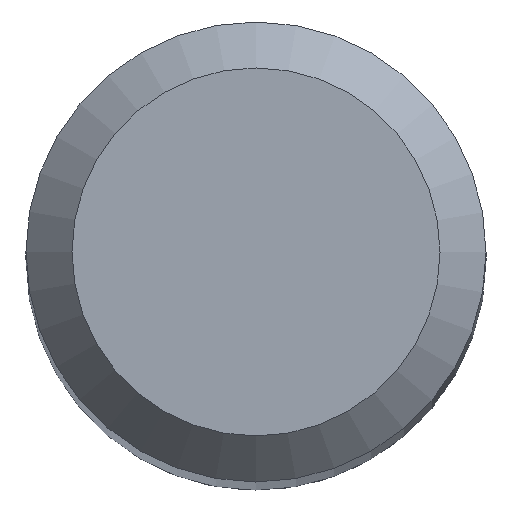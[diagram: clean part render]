
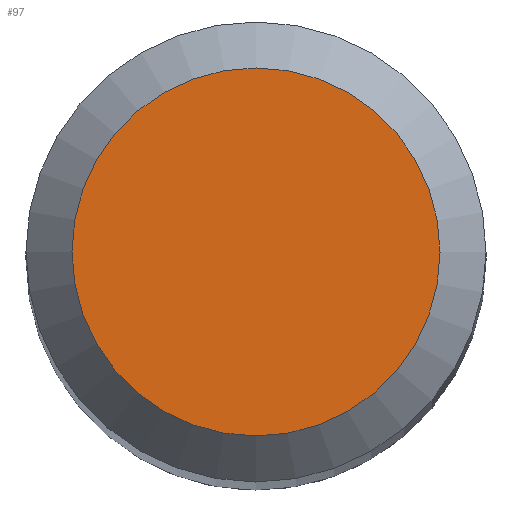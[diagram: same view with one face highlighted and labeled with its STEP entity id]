
A CAD part, top view. The second image highlights one B-rep face of the part: STEP entity #97.
In plain terms, the highlighted planar face has unit normal (0, 0, 1).
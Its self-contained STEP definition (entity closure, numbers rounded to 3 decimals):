
#82=PLANE('',#303);
#84=FACE_OUTER_BOUND('',#166,.T.);
#97=ADVANCED_FACE('',(#84),#82,.T.);
#166=EDGE_LOOP('',(#204));
#204=ORIENTED_EDGE('',*,*,#253,.T.);
#234=VERTEX_POINT('',#426);
#253=EDGE_CURVE('',#234,#234,#272,.T.);
#272=CIRCLE('',#302,4.);
#302=AXIS2_PLACEMENT_3D('',#425,#355,#356);
#303=AXIS2_PLACEMENT_3D('',#427,#357,#358);
#355=DIRECTION('',(0.,0.,1.));
#356=DIRECTION('',(0.175,0.985,0.));
#357=DIRECTION('',(0.,0.,1.));
#358=DIRECTION('',(0.175,0.985,0.));
#425=CARTESIAN_POINT('',(0.,0.,100.));
#426=CARTESIAN_POINT('',(0.7,3.938,100.));
#427=CARTESIAN_POINT('',(0.,0.,100.));
